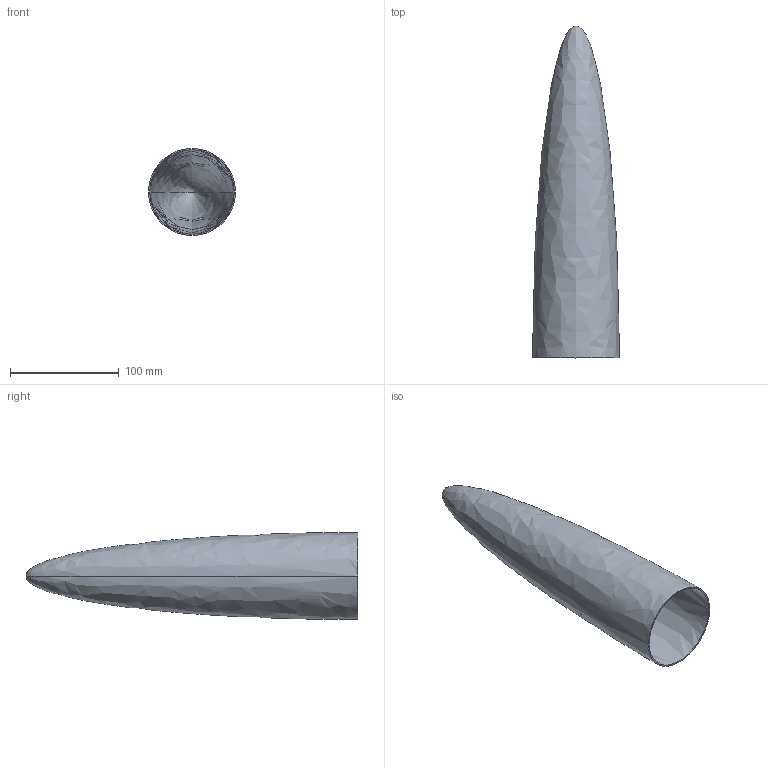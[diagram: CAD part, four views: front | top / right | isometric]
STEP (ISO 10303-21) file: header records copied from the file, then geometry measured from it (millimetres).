
FILE_DESCRIPTION (( 'STEP AP203' ), '1' );
FILE_NAME ('Ojiva.STEP', '2025-06-13T14:53:08', ( '' ), ( '' ), 'SwSTEP 2.0', 'SolidWorks 2024', '' );
FILE_SCHEMA (( 'CONFIG_CONTROL_DESIGN' ));
Length unit declared in the file: centimetre
Products named in the file (1): Ojiva
Bounding box: 80 x 305 x 80 mm (x, y, z)
Volume: 71396.9 mm3; surface area: 119239 mm2
Topology: 1 solids, 1 shells, 5 faces, 12 edges, 6 vertices
Faces by surface type: bspline 4, plane 1
Entity records: 385 total; most frequent: CARTESIAN_POINT 232, ORIENTED_EDGE 16, DIRECTION 12, EDGE_CURVE 8, PERSON_AND_ORGANIZATION 8, EDGE_LOOP 6, VERTEX_POINT 6, AXIS2_PLACEMENT_3D 6
